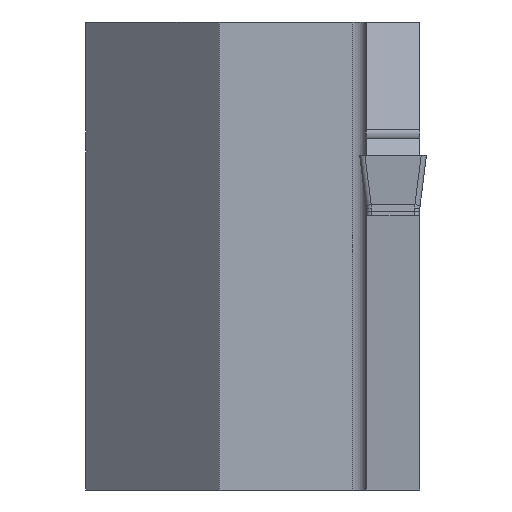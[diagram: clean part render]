
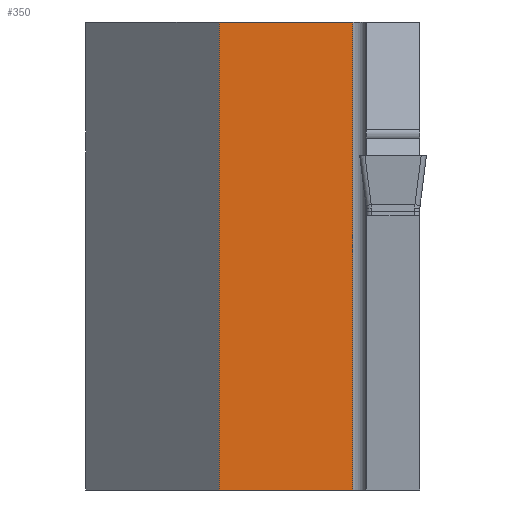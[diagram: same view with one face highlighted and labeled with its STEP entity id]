
A CAD part, left-side view. The second image highlights one B-rep face of the part: STEP entity #350.
In plain terms, the highlighted planar face has unit normal (-1, 0, 0).
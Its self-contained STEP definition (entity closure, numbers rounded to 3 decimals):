
#350=ADVANCED_FACE('',(#441),#405,.T.);
#405=PLANE('',#1317);
#441=FACE_OUTER_BOUND('',#496,.T.);
#496=EDGE_LOOP('',(#581,#582,#583,#584));
#581=ORIENTED_EDGE('',*,*,#977,.F.);
#582=ORIENTED_EDGE('',*,*,#978,.T.);
#583=ORIENTED_EDGE('',*,*,#979,.T.);
#584=ORIENTED_EDGE('',*,*,#980,.T.);
#879=VERTEX_POINT('',#1762);
#880=VERTEX_POINT('',#1763);
#881=VERTEX_POINT('',#1765);
#882=VERTEX_POINT('',#1767);
#977=EDGE_CURVE('',#879,#880,#1123,.T.);
#978=EDGE_CURVE('',#879,#881,#1124,.T.);
#979=EDGE_CURVE('',#881,#882,#1125,.T.);
#980=EDGE_CURVE('',#882,#880,#1126,.T.);
#1123=LINE('',#1761,#1224);
#1124=LINE('',#1764,#1225);
#1125=LINE('',#1766,#1226);
#1126=LINE('',#1768,#1227);
#1224=VECTOR('',#1441,1.);
#1225=VECTOR('',#1442,1.);
#1226=VECTOR('',#1443,1.);
#1227=VECTOR('',#1444,1.);
#1317=AXIS2_PLACEMENT_3D('',#1769,#1445,#1446);
#1441=DIRECTION('',(0.,-1.,0.));
#1442=DIRECTION('',(0.,0.,-1.));
#1443=DIRECTION('',(0.,-1.,0.));
#1444=DIRECTION('',(0.,0.,1.));
#1445=DIRECTION('',(-1.,0.,0.));
#1446=DIRECTION('',(0.,0.,1.));
#1761=CARTESIAN_POINT('',(26.,29.,10.));
#1762=CARTESIAN_POINT('',(26.,15.,10.));
#1763=CARTESIAN_POINT('',(26.,5.,10.));
#1764=CARTESIAN_POINT('',(26.,15.,30.));
#1765=CARTESIAN_POINT('',(26.,15.,-25.));
#1766=CARTESIAN_POINT('',(26.,29.,-25.));
#1767=CARTESIAN_POINT('',(26.,5.,-25.));
#1768=CARTESIAN_POINT('',(26.,5.,10.));
#1769=CARTESIAN_POINT('',(26.,29.,10.));
